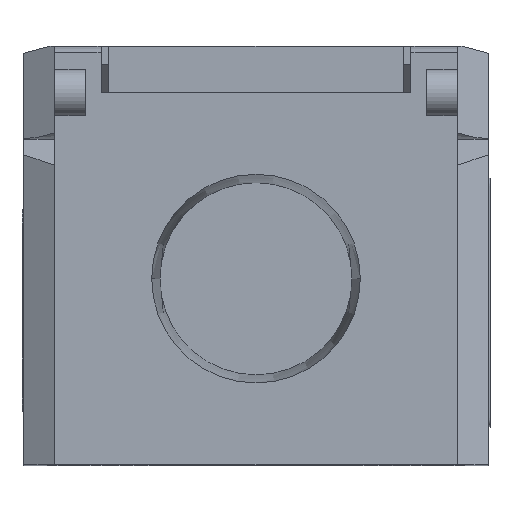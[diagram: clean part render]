
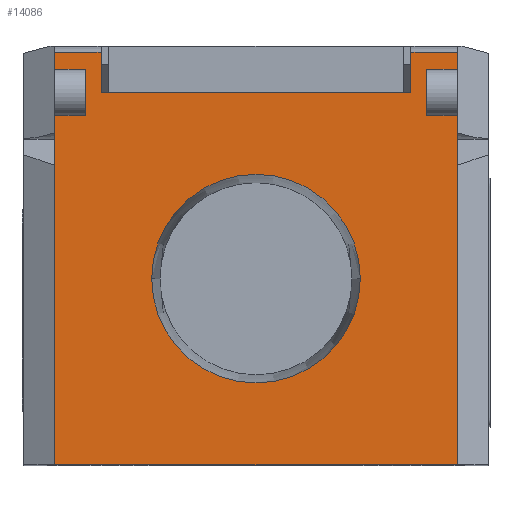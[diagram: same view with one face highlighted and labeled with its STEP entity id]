
A CAD part, top view. The second image highlights one B-rep face of the part: STEP entity #14086.
In plain terms, the highlighted planar face has unit normal (0, 0, 1).
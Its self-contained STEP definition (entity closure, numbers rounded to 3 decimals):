
#889=DIRECTION('',(1.,0.,0.));
#890=VECTOR('',#889,26.);
#891=CARTESIAN_POINT('',(-13.,0.,45.));
#892=LINE('',#891,#890);
#1751=DIRECTION('',(0.,1.,0.));
#1752=VECTOR('',#1751,2.078);
#1753=CARTESIAN_POINT('',(13.,19.323,45.));
#1754=LINE('',#1753,#1752);
#1769=DIRECTION('',(-1.,0.,0.));
#1770=VECTOR('',#1769,2.);
#1771=CARTESIAN_POINT('',(13.,25.5,45.));
#1772=LINE('',#1771,#1770);
#1773=DIRECTION('',(0.,-1.,0.));
#1774=VECTOR('',#1773,1.5);
#1775=CARTESIAN_POINT('',(11.,25.5,45.));
#1776=LINE('',#1775,#1774);
#1777=DIRECTION('',(0.,-1.,0.));
#1778=VECTOR('',#1777,1.5);
#1779=CARTESIAN_POINT('',(11.,24.,45.));
#1780=LINE('',#1779,#1778);
#1781=DIRECTION('',(0.,-1.,0.));
#1782=VECTOR('',#1781,1.098);
#1783=CARTESIAN_POINT('',(13.,22.5,45.));
#1784=LINE('',#1783,#1782);
#1785=DIRECTION('',(0.,1.,0.));
#1786=VECTOR('',#1785,19.323);
#1787=CARTESIAN_POINT('',(-13.,0.,45.));
#1788=LINE('',#1787,#1786);
#1789=DIRECTION('',(1.,0.,0.));
#1790=VECTOR('',#1789,2.);
#1791=CARTESIAN_POINT('',(-13.,22.5,45.));
#1792=LINE('',#1791,#1790);
#1793=DIRECTION('',(0.,-1.,0.));
#1794=VECTOR('',#1793,2.598);
#1795=CARTESIAN_POINT('',(-10.,26.598,45.));
#1796=LINE('',#1795,#1794);
#1797=DIRECTION('',(1.,0.,0.));
#1798=VECTOR('',#1797,20.);
#1799=CARTESIAN_POINT('',(-10.,24.,45.));
#1800=LINE('',#1799,#1798);
#1801=DIRECTION('',(0.,-1.,0.));
#1802=VECTOR('',#1801,1.098);
#1803=CARTESIAN_POINT('',(13.,26.598,45.));
#1804=LINE('',#1803,#1802);
#1805=CARTESIAN_POINT('',(0.,12.,45.));
#1806=DIRECTION('',(0.,0.,1.));
#1807=DIRECTION('',(-1.,0.,0.));
#1808=AXIS2_PLACEMENT_3D('',#1805,#1806,#1807);
#1814=CARTESIAN_POINT('',(0.,12.,45.));
#1815=DIRECTION('',(0.,0.,1.));
#1816=DIRECTION('',(1.,0.,0.));
#1817=AXIS2_PLACEMENT_3D('',#1814,#1815,#1816);
#1868=DIRECTION('',(-1.,0.,0.));
#1869=VECTOR('',#1868,3.);
#1870=CARTESIAN_POINT('',(13.,26.598,45.));
#1871=LINE('',#1870,#1869);
#1972=DIRECTION('',(-1.,0.,0.));
#1973=VECTOR('',#1972,3.);
#1974=CARTESIAN_POINT('',(-10.,26.598,45.));
#1975=LINE('',#1974,#1973);
#1989=DIRECTION('',(0.,-1.,0.));
#1990=VECTOR('',#1989,1.098);
#1991=CARTESIAN_POINT('',(-13.,26.598,45.));
#1992=LINE('',#1991,#1990);
#1993=DIRECTION('',(0.,-1.,0.));
#1994=VECTOR('',#1993,1.098);
#1995=CARTESIAN_POINT('',(-13.,22.5,45.));
#1996=LINE('',#1995,#1994);
#2014=DIRECTION('',(1.,0.,0.));
#2015=VECTOR('',#2014,2.);
#2016=CARTESIAN_POINT('',(-13.,25.5,45.));
#2017=LINE('',#2016,#2015);
#2027=DIRECTION('',(0.,-1.,0.));
#2028=VECTOR('',#2027,1.5);
#2029=CARTESIAN_POINT('',(-11.,25.5,45.));
#2030=LINE('',#2029,#2028);
#2044=DIRECTION('',(0.,-1.,0.));
#2045=VECTOR('',#2044,1.5);
#2046=CARTESIAN_POINT('',(-11.,24.,45.));
#2047=LINE('',#2046,#2045);
#2092=DIRECTION('',(0.,-1.,0.));
#2093=VECTOR('',#2092,2.078);
#2094=CARTESIAN_POINT('',(-13.,21.402,45.));
#2095=LINE('',#2094,#2093);
#2320=DIRECTION('',(0.,-1.,0.));
#2321=VECTOR('',#2320,2.598);
#2322=CARTESIAN_POINT('',(10.,26.598,45.));
#2323=LINE('',#2322,#2321);
#2359=DIRECTION('',(-1.,0.,0.));
#2360=VECTOR('',#2359,2.);
#2361=CARTESIAN_POINT('',(13.,22.5,45.));
#2362=LINE('',#2361,#2360);
#2389=DIRECTION('',(0.,1.,0.));
#2390=VECTOR('',#2389,19.323);
#2391=CARTESIAN_POINT('',(13.,0.,45.));
#2392=LINE('',#2391,#2390);
#9673=CARTESIAN_POINT('',(-13.,0.,45.));
#9674=VERTEX_POINT('',#9673);
#9675=CARTESIAN_POINT('',(13.,0.,45.));
#9676=VERTEX_POINT('',#9675);
#10029=CARTESIAN_POINT('',(13.,19.323,45.));
#10030=VERTEX_POINT('',#10029);
#10033=CARTESIAN_POINT('',(13.,21.402,45.));
#10034=VERTEX_POINT('',#10033);
#10039=CARTESIAN_POINT('',(13.,25.5,45.));
#10040=CARTESIAN_POINT('',(11.,25.5,45.));
#10041=VERTEX_POINT('',#10039);
#10042=VERTEX_POINT('',#10040);
#10043=CARTESIAN_POINT('',(11.,24.,45.));
#10044=VERTEX_POINT('',#10043);
#10045=CARTESIAN_POINT('',(11.,22.5,45.));
#10046=VERTEX_POINT('',#10045);
#10047=CARTESIAN_POINT('',(13.,22.5,45.));
#10048=VERTEX_POINT('',#10047);
#10049=CARTESIAN_POINT('',(-13.,19.323,45.));
#10050=VERTEX_POINT('',#10049);
#10051=CARTESIAN_POINT('',(-13.,21.402,45.));
#10052=VERTEX_POINT('',#10051);
#10053=CARTESIAN_POINT('',(-13.,22.5,45.));
#10054=VERTEX_POINT('',#10053);
#10055=CARTESIAN_POINT('',(-11.,22.5,45.));
#10056=VERTEX_POINT('',#10055);
#10057=CARTESIAN_POINT('',(-11.,24.,45.));
#10058=VERTEX_POINT('',#10057);
#10059=CARTESIAN_POINT('',(-11.,25.5,45.));
#10060=VERTEX_POINT('',#10059);
#10061=CARTESIAN_POINT('',(-13.,25.5,45.));
#10062=VERTEX_POINT('',#10061);
#10063=CARTESIAN_POINT('',(-13.,26.598,45.));
#10064=VERTEX_POINT('',#10063);
#10065=CARTESIAN_POINT('',(-10.,26.598,45.));
#10066=VERTEX_POINT('',#10065);
#10067=CARTESIAN_POINT('',(-10.,24.,45.));
#10068=VERTEX_POINT('',#10067);
#10069=CARTESIAN_POINT('',(10.,24.,45.));
#10070=VERTEX_POINT('',#10069);
#10071=CARTESIAN_POINT('',(10.,26.598,45.));
#10072=VERTEX_POINT('',#10071);
#10073=CARTESIAN_POINT('',(13.,26.598,45.));
#10074=VERTEX_POINT('',#10073);
#12044=CARTESIAN_POINT('',(-6.731,12.,45.));
#12045=CARTESIAN_POINT('',(6.731,12.,45.));
#12046=VERTEX_POINT('',#12044);
#12047=VERTEX_POINT('',#12045);
#14031=CARTESIAN_POINT('',(-15.,0.,45.));
#14032=DIRECTION('',(0.,0.,1.));
#14033=DIRECTION('',(1.,0.,0.));
#14034=AXIS2_PLACEMENT_3D('',#14031,#14032,#14033);
#14035=PLANE('',#14034);
#14037=ORIENTED_EDGE('',*,*,#14036,.T.);
#14039=ORIENTED_EDGE('',*,*,#14038,.T.);
#14041=ORIENTED_EDGE('',*,*,#14040,.T.);
#14043=ORIENTED_EDGE('',*,*,#14042,.F.);
#14045=ORIENTED_EDGE('',*,*,#14044,.T.);
#14046=ORIENTED_EDGE('',*,*,#14020,.F.);
#14048=ORIENTED_EDGE('',*,*,#14047,.F.);
#14049=ORIENTED_EDGE('',*,*,#13098,.F.);
#14051=ORIENTED_EDGE('',*,*,#14050,.T.);
#14053=ORIENTED_EDGE('',*,*,#14052,.F.);
#14055=ORIENTED_EDGE('',*,*,#14054,.F.);
#14057=ORIENTED_EDGE('',*,*,#14056,.T.);
#14059=ORIENTED_EDGE('',*,*,#14058,.F.);
#14061=ORIENTED_EDGE('',*,*,#14060,.F.);
#14063=ORIENTED_EDGE('',*,*,#14062,.F.);
#14065=ORIENTED_EDGE('',*,*,#14064,.F.);
#14067=ORIENTED_EDGE('',*,*,#14066,.F.);
#14069=ORIENTED_EDGE('',*,*,#14068,.T.);
#14071=ORIENTED_EDGE('',*,*,#14070,.T.);
#14073=ORIENTED_EDGE('',*,*,#14072,.F.);
#14075=ORIENTED_EDGE('',*,*,#14074,.F.);
#14077=ORIENTED_EDGE('',*,*,#14076,.T.);
#14078=EDGE_LOOP('',(#14037,#14039,#14041,#14043,#14045,#14046,#14048,#14049,
#14051,#14053,#14055,#14057,#14059,#14061,#14063,#14065,#14067,#14069,#14071,
#14073,#14075,#14077));
#14079=FACE_OUTER_BOUND('',#14078,.F.);
#14081=ORIENTED_EDGE('',*,*,#14080,.T.);
#14083=ORIENTED_EDGE('',*,*,#14082,.T.);
#14084=EDGE_LOOP('',(#14081,#14083));
#14085=FACE_BOUND('',#14084,.F.);
#14086=ADVANCED_FACE('',(#14079,#14085),#14035,.T.);
#1809=CIRCLE('',#1808,6.731);
#1818=CIRCLE('',#1817,6.731);
#13098=EDGE_CURVE('',#9674,#9676,#892,.T.);
#14020=EDGE_CURVE('',#10030,#10034,#1754,.T.);
#14036=EDGE_CURVE('',#10041,#10042,#1772,.T.);
#14038=EDGE_CURVE('',#10042,#10044,#1776,.T.);
#14040=EDGE_CURVE('',#10044,#10046,#1780,.T.);
#14042=EDGE_CURVE('',#10048,#10046,#2362,.T.);
#14044=EDGE_CURVE('',#10048,#10034,#1784,.T.);
#14047=EDGE_CURVE('',#9676,#10030,#2392,.T.);
#14050=EDGE_CURVE('',#9674,#10050,#1788,.T.);
#14052=EDGE_CURVE('',#10052,#10050,#2095,.T.);
#14054=EDGE_CURVE('',#10054,#10052,#1996,.T.);
#14056=EDGE_CURVE('',#10054,#10056,#1792,.T.);
#14058=EDGE_CURVE('',#10058,#10056,#2047,.T.);
#14060=EDGE_CURVE('',#10060,#10058,#2030,.T.);
#14062=EDGE_CURVE('',#10062,#10060,#2017,.T.);
#14064=EDGE_CURVE('',#10064,#10062,#1992,.T.);
#14066=EDGE_CURVE('',#10066,#10064,#1975,.T.);
#14068=EDGE_CURVE('',#10066,#10068,#1796,.T.);
#14070=EDGE_CURVE('',#10068,#10070,#1800,.T.);
#14072=EDGE_CURVE('',#10072,#10070,#2323,.T.);
#14074=EDGE_CURVE('',#10074,#10072,#1871,.T.);
#14076=EDGE_CURVE('',#10074,#10041,#1804,.T.);
#14080=EDGE_CURVE('',#12046,#12047,#1809,.T.);
#14082=EDGE_CURVE('',#12047,#12046,#1818,.T.);
